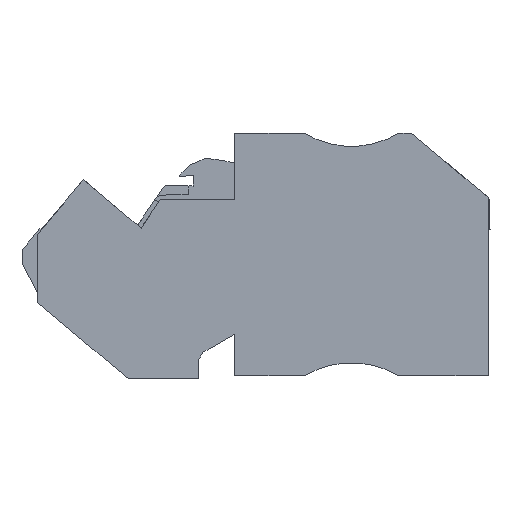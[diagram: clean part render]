
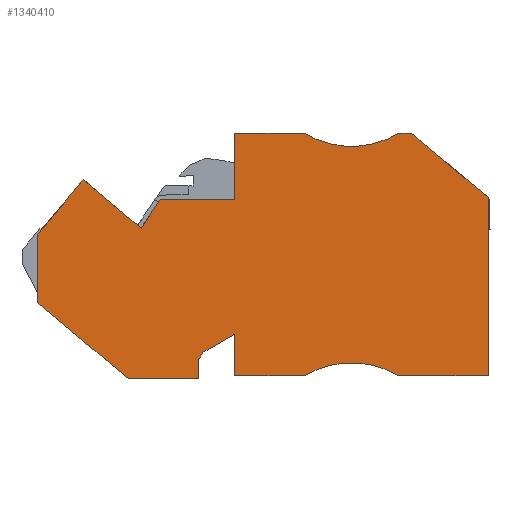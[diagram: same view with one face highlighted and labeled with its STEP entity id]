
A CAD part, left-side view. The second image highlights one B-rep face of the part: STEP entity #1340410.
In plain terms, the highlighted face is planar.
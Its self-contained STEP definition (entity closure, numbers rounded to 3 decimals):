
#1334430=CARTESIAN_POINT('',(416.029,686.774,
65.62));
#1334440=DIRECTION('',(-0.766,-0.643,
0.));
#1334450=VECTOR('',#1334440,1.);
#1334460=LINE('',#1334430,#1334450);
#1334470=CARTESIAN_POINT('',(428.853,697.534,
65.62));
#1334480=VERTEX_POINT('',#1334470);
#1334490=CARTESIAN_POINT('',(420.453,690.486,
65.62));
#1334500=VERTEX_POINT('',#1334490);
#1334510=EDGE_CURVE('',#1334480,#1334500,#1334460,.T.);
#1335010=CARTESIAN_POINT('',(430.261,670.934,
65.62));
#1335020=VERTEX_POINT('',#1335010);
#1335050=CARTESIAN_POINT('',(437.769,670.934,
65.62));
#1335060=DIRECTION('',(1.,0.,0.));
#1335070=VECTOR('',#1335060,1.);
#1335080=LINE('',#1335050,#1335070);
#1335090=CARTESIAN_POINT('',(420.453,670.934,
65.62));
#1335100=VERTEX_POINT('',#1335090);
#1335110=EDGE_CURVE('',#1335100,#1335020,#1335080,.T.);
#1335330=CARTESIAN_POINT('',(440.591,670.934,
65.62));
#1335340=VERTEX_POINT('',#1335330);
#1335370=CARTESIAN_POINT('',(435.426,662.371,
65.62));
#1335380=DIRECTION('',(0.,0.,1.));
#1335390=DIRECTION('',(-0.707,0.707,
0.));
#1335400=AXIS2_PLACEMENT_3D('',#1335370,#1335380,#1335390);
#1335410=CIRCLE('',#1335400,10.);
#1335420=EDGE_CURVE('',#1335340,#1335020,#1335410,.T.);
#1335560=CARTESIAN_POINT('',(431.869,670.934,
65.62));
#1335570=DIRECTION('',(-1.,0.,0.));
#1335580=VECTOR('',#1335570,1.);
#1335590=LINE('',#1335560,#1335580);
#1335600=CARTESIAN_POINT('',(448.253,670.934,
65.62));
#1335610=VERTEX_POINT('',#1335600);
#1335620=EDGE_CURVE('',#1335610,#1335340,#1335590,.T.);
#1335860=CARTESIAN_POINT('',(448.253,675.508,
65.62));
#1335870=VERTEX_POINT('',#1335860);
#1335900=CARTESIAN_POINT('',(448.253,682.219,
65.62));
#1335910=DIRECTION('',(0.,1.,0.));
#1335920=VECTOR('',#1335910,1.);
#1335930=LINE('',#1335900,#1335920);
#1335940=EDGE_CURVE('',#1335610,#1335870,#1335930,.T.);
#1336080=CARTESIAN_POINT('',(443.999,677.964,
65.62));
#1336090=DIRECTION('',(0.866,-0.5,
0.));
#1336100=VECTOR('',#1336090,1.);
#1336110=LINE('',#1336080,#1336100);
#1336120=CARTESIAN_POINT('',(451.72,673.506,
65.62));
#1336130=VERTEX_POINT('',#1336120);
#1336140=EDGE_CURVE('',#1335870,#1336130,#1336110,.T.);
#1336340=CARTESIAN_POINT('',(452.153,686.119,
65.62));
#1336350=DIRECTION('',(0.,-1.,0.));
#1336360=VECTOR('',#1336350,1.);
#1336370=LINE('',#1336340,#1336360);
#1336380=CARTESIAN_POINT('',(452.153,672.756,
65.62));
#1336390=VERTEX_POINT('',#1336380);
#1336400=CARTESIAN_POINT('',(452.153,670.634,
65.62));
#1336410=VERTEX_POINT('',#1336400);
#1336420=EDGE_CURVE('',#1336390,#1336410,#1336370,.T.);
#1336690=CARTESIAN_POINT('',(447.262,681.228,
65.62));
#1336700=DIRECTION('',(0.5,-0.866,
0.));
#1336710=VECTOR('',#1336700,1.);
#1336720=LINE('',#1336690,#1336710);
#1336730=EDGE_CURVE('',#1336130,#1336390,#1336720,.T.);
#1336860=CARTESIAN_POINT('',(432.169,670.634,
65.62));
#1336870=DIRECTION('',(1.,0.,0.));
#1336880=VECTOR('',#1336870,1.);
#1336890=LINE('',#1336860,#1336880);
#1336900=CARTESIAN_POINT('',(459.906,670.634,
65.62));
#1336910=VERTEX_POINT('',#1336900);
#1336920=EDGE_CURVE('',#1336410,#1336910,#1336890,.T.);
#1337400=CARTESIAN_POINT('',(469.853,703.819,
65.62));
#1337410=DIRECTION('',(0.,1.,0.));
#1337420=VECTOR('',#1337410,1.);
#1337430=LINE('',#1337400,#1337420);
#1337440=CARTESIAN_POINT('',(469.853,678.981,
65.62));
#1337450=VERTEX_POINT('',#1337440);
#1337460=CARTESIAN_POINT('',(469.853,686.448,
65.62));
#1337470=VERTEX_POINT('',#1337460);
#1337480=EDGE_CURVE('',#1337450,#1337470,#1337430,.T.);
#1337710=CARTESIAN_POINT('',(444.824,657.979,
65.62));
#1337720=DIRECTION('',(-0.766,-0.643,
0.));
#1337730=VECTOR('',#1337720,1.);
#1337740=LINE('',#1337710,#1337730);
#1337750=EDGE_CURVE('',#1337450,#1336910,#1337740,.T.);
#1337960=CARTESIAN_POINT('',(464.82,692.446,
65.62));
#1337970=VERTEX_POINT('',#1337960);
#1338000=CARTESIAN_POINT('',(461.928,695.893,
65.62));
#1338010=DIRECTION('',(-0.643,0.766,
0.));
#1338020=VECTOR('',#1338010,1.);
#1338030=LINE('',#1338000,#1338020);
#1338040=EDGE_CURVE('',#1337470,#1337970,#1338030,.T.);
#1338230=CARTESIAN_POINT('',(458.498,687.141,
65.62));
#1338240=VERTEX_POINT('',#1338230);
#1338270=CARTESIAN_POINT('',(435.206,667.597,
65.62));
#1338280=DIRECTION('',(0.766,0.643,
0.));
#1338290=VECTOR('',#1338280,1.);
#1338300=LINE('',#1338270,#1338290);
#1338310=EDGE_CURVE('',#1338240,#1337970,#1338300,.T.);
#1338560=CARTESIAN_POINT('',(456.412,690.234,
65.62));
#1338570=VERTEX_POINT('',#1338560);
#1338600=CARTESIAN_POINT('',(456.354,690.32,
65.62));
#1338610=DIRECTION('',(0.559,-0.829,
0.));
#1338620=VECTOR('',#1338610,1.);
#1338630=LINE('',#1338600,#1338620);
#1338640=EDGE_CURVE('',#1338570,#1338240,#1338630,.T.);
#1338820=CARTESIAN_POINT('',(412.569,690.234,
65.62));
#1338830=DIRECTION('',(1.,0.,0.));
#1338840=VECTOR('',#1338830,1.);
#1338850=LINE('',#1338820,#1338840);
#1338860=CARTESIAN_POINT('',(448.253,690.234,
65.62));
#1338870=VERTEX_POINT('',#1338860);
#1338880=EDGE_CURVE('',#1338870,#1338570,#1338850,.T.);
#1339130=CARTESIAN_POINT('',(448.253,697.534,
65.62));
#1339140=VERTEX_POINT('',#1339130);
#1339170=EDGE_CURVE('',#1338870,#1339140,#1335930,.T.);
#1339310=CARTESIAN_POINT('',(405.269,697.534,
65.62));
#1339320=DIRECTION('',(1.,0.,0.));
#1339330=VECTOR('',#1339320,1.);
#1339340=LINE('',#1339310,#1339330);
#1339350=CARTESIAN_POINT('',(440.591,697.534,
65.62));
#1339360=VERTEX_POINT('',#1339350);
#1339370=EDGE_CURVE('',#1339360,#1339140,#1339340,.T.);
#1339570=CARTESIAN_POINT('',(405.269,697.534,
65.62));
#1339580=DIRECTION('',(-1.,0.,0.));
#1339590=VECTOR('',#1339580,1.);
#1339600=LINE('',#1339570,#1339590);
#1339610=CARTESIAN_POINT('',(430.261,697.534,
65.62));
#1339620=VERTEX_POINT('',#1339610);
#1339630=EDGE_CURVE('',#1339620,#1334480,#1339600,.T.);
#1339890=CARTESIAN_POINT('',(435.426,706.097,
65.62));
#1339900=DIRECTION('',(0.,0.,1.));
#1339910=DIRECTION('',(-0.707,0.707,
0.));
#1339920=AXIS2_PLACEMENT_3D('',#1339890,#1339900,#1339910);
#1339930=CIRCLE('',#1339920,10.);
#1339940=EDGE_CURVE('',#1339620,#1339360,#1339930,.T.);
#1340090=CARTESIAN_POINT('',(434.419,672.484,
65.62));
#1340100=DIRECTION('',(0.,0.,1.));
#1340110=DIRECTION('',(0.707,-0.707,
0.));
#1340120=AXIS2_PLACEMENT_3D('',#1340090,#1340100,#1340110);
#1340130=PLANE('',#1340120);
#1340140=ORIENTED_EDGE('',*,*,#1338040,.F.);
#1340150=ORIENTED_EDGE('',*,*,#1338310,.T.);
#1340160=ORIENTED_EDGE('',*,*,#1338640,.T.);
#1340170=ORIENTED_EDGE('',*,*,#1338880,.T.);
#1340180=ORIENTED_EDGE('',*,*,#1339170,.F.);
#1340190=ORIENTED_EDGE('',*,*,#1339370,.T.);
#1340200=ORIENTED_EDGE('',*,*,#1339940,.T.);
#1340210=ORIENTED_EDGE('',*,*,#1339630,.F.);
#1340220=ORIENTED_EDGE('',*,*,#1334510,.F.);
#1340230=CARTESIAN_POINT('',(420.453,686.45,
65.62));
#1340240=DIRECTION('',(0.,-1.,0.));
#1340250=VECTOR('',#1340240,1.);
#1340260=LINE('',#1340230,#1340250);
#1340270=EDGE_CURVE('',#1334500,#1335100,#1340260,.T.);
#1340280=ORIENTED_EDGE('',*,*,#1340270,.F.);
#1340290=ORIENTED_EDGE('',*,*,#1335110,.F.);
#1340300=ORIENTED_EDGE('',*,*,#1335420,.T.);
#1340310=ORIENTED_EDGE('',*,*,#1335620,.T.);
#1340320=ORIENTED_EDGE('',*,*,#1335940,.F.);
#1340330=ORIENTED_EDGE('',*,*,#1336140,.F.);
#1340340=ORIENTED_EDGE('',*,*,#1336730,.F.);
#1340350=ORIENTED_EDGE('',*,*,#1336420,.F.);
#1340360=ORIENTED_EDGE('',*,*,#1336920,.F.);
#1340370=ORIENTED_EDGE('',*,*,#1337750,.T.);
#1340380=ORIENTED_EDGE('',*,*,#1337480,.F.);
#1340390=EDGE_LOOP('',(#1340380,#1340370,#1340360,#1340350,#1340340,
#1340330,#1340320,#1340310,#1340300,#1340290,#1340280,#1340220,#1340210,
#1340200,#1340190,#1340180,#1340170,#1340160,#1340150,#1340140));
#1340400=FACE_OUTER_BOUND('',#1340390,.T.);
#1340410=ADVANCED_FACE('',(#1340400),#1340130,.F.);
